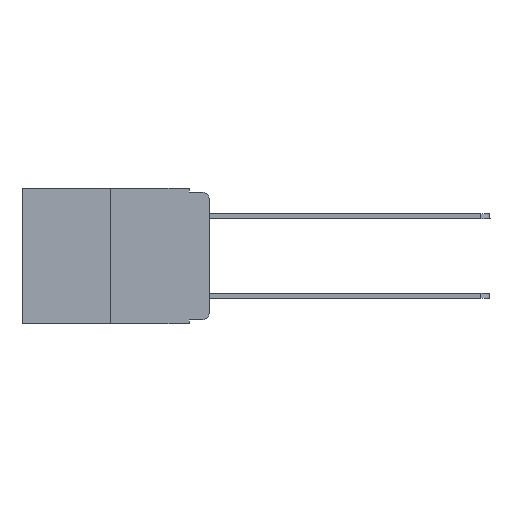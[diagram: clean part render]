
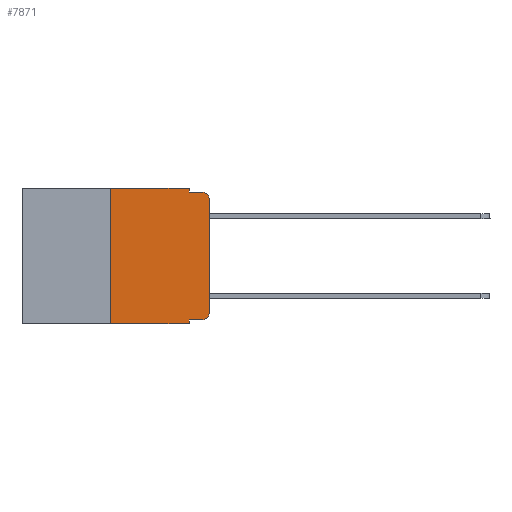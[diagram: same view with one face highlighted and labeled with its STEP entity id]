
A CAD part, left-side view. The second image highlights one B-rep face of the part: STEP entity #7871.
In plain terms, the highlighted planar face has unit normal (-1, 0, 0).
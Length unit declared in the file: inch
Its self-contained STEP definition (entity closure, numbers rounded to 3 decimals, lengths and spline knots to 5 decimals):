
#825 = ORIENTED_EDGE ( 'NONE', *, *, #12592, .T. ) ;
#956 = EDGE_CURVE ( 'NONE', #7965, #7369, #21598, .T. ) ;
#1028 = EDGE_CURVE ( 'NONE', #7369, #23135, #10115, .T. ) ;
#1466 = LINE ( 'NONE', #19067, #11146 ) ;
#1814 = DIRECTION ( 'NONE',  ( 0., 0., -1. ) ) ;
#2037 = CARTESIAN_POINT ( 'NONE',  ( 0., 0.02, -0.01 ) ) ;
#2061 = DIRECTION ( 'NONE',  ( 0., 0., 1. ) ) ;
#2129 = AXIS2_PLACEMENT_3D ( 'NONE', #5659, #18922, #7423 ) ;
#2353 = CARTESIAN_POINT ( 'NONE',  ( 0., 0.473, 0. ) ) ;
#2859 = DIRECTION ( 'NONE',  ( 0., 0., -1. ) ) ;
#3309 = AXIS2_PLACEMENT_3D ( 'NONE', #2353, #13720, #15661 ) ;
#3526 = VERTEX_POINT ( 'NONE', #6680 ) ;
#4089 = CIRCLE ( 'NONE', #2129, 0.02 ) ;
#4319 = AXIS2_PLACEMENT_3D ( 'NONE', #24746, #13138, #1814 ) ;
#4474 = VERTEX_POINT ( 'NONE', #2037 ) ;
#4631 = CARTESIAN_POINT ( 'NONE',  ( 0., 0.25, 0. ) ) ;
#4760 = VECTOR ( 'NONE', #6885, 39.37008 ) ;
#4796 = CARTESIAN_POINT ( 'NONE',  ( 0., 0.25, 0. ) ) ;
#5476 = ORIENTED_EDGE ( 'NONE', *, *, #956, .T. ) ;
#5659 = CARTESIAN_POINT ( 'NONE',  ( 0., 0.02, -0.03 ) ) ;
#5778 = VERTEX_POINT ( 'NONE', #18818 ) ;
#6259 = EDGE_CURVE ( 'NONE', #10605, #13350, #11117, .T. ) ;
#6680 = CARTESIAN_POINT ( 'NONE',  ( 0., 0.051, 0. ) ) ;
#6885 = DIRECTION ( 'NONE',  ( 0., -1., 0. ) ) ;
#7369 = VERTEX_POINT ( 'NONE', #9805 ) ;
#7423 = DIRECTION ( 'NONE',  ( 0., 0., -1. ) ) ;
#7856 = CARTESIAN_POINT ( 'NONE',  ( 0., 0.051, -0.343 ) ) ;
#7871 = ADVANCED_FACE ( 'NONE', ( #12522 ), #19645, .F. ) ;
#7962 = LINE ( 'NONE', #4796, #17911 ) ;
#7965 = VERTEX_POINT ( 'NONE', #21932 ) ;
#8156 = EDGE_LOOP ( 'NONE', ( #10255, #18521, #20524, #13438, #15257, #11328, #11283, #14814, #825, #5476 ) ) ;
#9667 = CARTESIAN_POINT ( 'NONE',  ( 0., 0., 0. ) ) ;
#9805 = CARTESIAN_POINT ( 'NONE',  ( 0., 0., -0.313 ) ) ;
#9883 = CARTESIAN_POINT ( 'NONE',  ( 0., 0.473, -0.343 ) ) ;
#10115 = LINE ( 'NONE', #9667, #16747 ) ;
#10199 = CARTESIAN_POINT ( 'NONE',  ( 0., 0.25, -0.343 ) ) ;
#10255 = ORIENTED_EDGE ( 'NONE', *, *, #1028, .T. ) ;
#10289 = EDGE_CURVE ( 'NONE', #5778, #4474, #13908, .T. ) ;
#10605 = VERTEX_POINT ( 'NONE', #13054 ) ;
#11117 = LINE ( 'NONE', #14376, #19555 ) ;
#11146 = VECTOR ( 'NONE', #11468, 39.37008 ) ;
#11283 = ORIENTED_EDGE ( 'NONE', *, *, #16093, .T. ) ;
#11328 = ORIENTED_EDGE ( 'NONE', *, *, #16345, .F. ) ;
#11468 = DIRECTION ( 'NONE',  ( 0., -1., 0. ) ) ;
#12522 = FACE_OUTER_BOUND ( 'NONE', #8156, .T. ) ;
#12592 = EDGE_CURVE ( 'NONE', #10605, #7965, #24423, .T. ) ;
#13054 = CARTESIAN_POINT ( 'NONE',  ( 0., 0.051, -0.333 ) ) ;
#13118 = LINE ( 'NONE', #19305, #19153 ) ;
#13138 = DIRECTION ( 'NONE',  ( -1., 0., 0. ) ) ;
#13323 = VECTOR ( 'NONE', #22189, 39.37008 ) ;
#13350 = VERTEX_POINT ( 'NONE', #7856 ) ;
#13419 = VECTOR ( 'NONE', #19419, 39.37008 ) ;
#13438 = ORIENTED_EDGE ( 'NONE', *, *, #16549, .F. ) ;
#13720 = DIRECTION ( 'NONE',  ( 1., 0., 0. ) ) ;
#13908 = LINE ( 'NONE', #19976, #13323 ) ;
#14010 = LINE ( 'NONE', #9883, #13419 ) ;
#14122 = VERTEX_POINT ( 'NONE', #10199 ) ;
#14376 = CARTESIAN_POINT ( 'NONE',  ( 0., 0.051, 0. ) ) ;
#14391 = DIRECTION ( 'NONE',  ( 0., 0., 1. ) ) ;
#14814 = ORIENTED_EDGE ( 'NONE', *, *, #6259, .F. ) ;
#15257 = ORIENTED_EDGE ( 'NONE', *, *, #21358, .F. ) ;
#15661 = DIRECTION ( 'NONE',  ( 0., 0., -1. ) ) ;
#15873 = EDGE_CURVE ( 'NONE', #23135, #4474, #4089, .T. ) ;
#16093 = EDGE_CURVE ( 'NONE', #14122, #13350, #14010, .T. ) ;
#16345 = EDGE_CURVE ( 'NONE', #14122, #21074, #7962, .T. ) ;
#16549 = EDGE_CURVE ( 'NONE', #3526, #5778, #13118, .T. ) ;
#16747 = VECTOR ( 'NONE', #2061, 39.37008 ) ;
#17911 = VECTOR ( 'NONE', #14391, 39.37008 ) ;
#18521 = ORIENTED_EDGE ( 'NONE', *, *, #15873, .T. ) ;
#18818 = CARTESIAN_POINT ( 'NONE',  ( 0., 0.051, -0.01 ) ) ;
#18922 = DIRECTION ( 'NONE',  ( -1., 0., 0. ) ) ;
#19067 = CARTESIAN_POINT ( 'NONE',  ( 0., 0.473, 0. ) ) ;
#19153 = VECTOR ( 'NONE', #20895, 39.37008 ) ;
#19305 = CARTESIAN_POINT ( 'NONE',  ( 0., 0.051, 0. ) ) ;
#19419 = DIRECTION ( 'NONE',  ( 0., -1., 0. ) ) ;
#19555 = VECTOR ( 'NONE', #2859, 39.37008 ) ;
#19645 = PLANE ( 'NONE',  #3309 ) ;
#19976 = CARTESIAN_POINT ( 'NONE',  ( 0., 0.051, -0.01 ) ) ;
#20318 = CARTESIAN_POINT ( 'NONE',  ( 0., 0.051, -0.333 ) ) ;
#20524 = ORIENTED_EDGE ( 'NONE', *, *, #10289, .F. ) ;
#20823 = CARTESIAN_POINT ( 'NONE',  ( 0., 0., -0.03 ) ) ;
#20895 = DIRECTION ( 'NONE',  ( 0., 0., -1. ) ) ;
#21074 = VERTEX_POINT ( 'NONE', #4631 ) ;
#21358 = EDGE_CURVE ( 'NONE', #21074, #3526, #1466, .T. ) ;
#21598 = CIRCLE ( 'NONE', #4319, 0.02 ) ;
#21932 = CARTESIAN_POINT ( 'NONE',  ( 0., 0.02, -0.333 ) ) ;
#22189 = DIRECTION ( 'NONE',  ( 0., -1., 0. ) ) ;
#23135 = VERTEX_POINT ( 'NONE', #20823 ) ;
#24423 = LINE ( 'NONE', #20318, #4760 ) ;
#24746 = CARTESIAN_POINT ( 'NONE',  ( 0., 0.02, -0.313 ) ) ;
